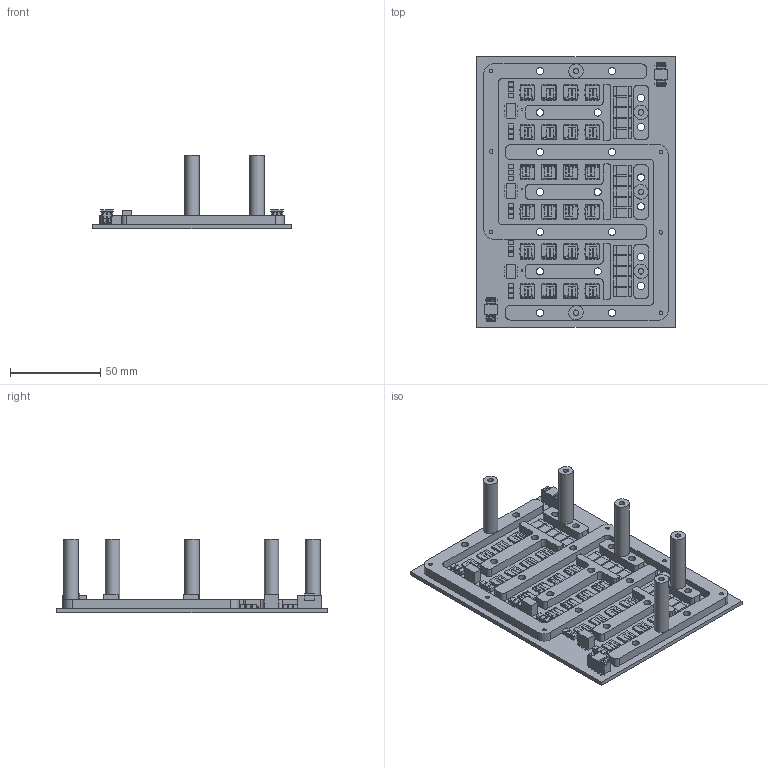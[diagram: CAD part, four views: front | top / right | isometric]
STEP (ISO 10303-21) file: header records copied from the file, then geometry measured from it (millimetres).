
FILE_DESCRIPTION(('Open CASCADE Model'),'2;1');
FILE_NAME('Open CASCADE Shape Model','2023-10-06T14:40:58',('Author'),( 'Open CASCADE'),'Open CASCADE STEP processor 7.5','Open CASCADE 7.5' ,'Unknown');
FILE_SCHEMA(('AUTOMOTIVE_DESIGN { 1 0 10303 214 1 1 1 1 }'));
Length unit declared in the file: millimetre
Products named in the file (118): PCB; Board; Open CASCADE STEP translator 7.5 1.1.1; J32; CoperBus2_RGB39423; J3; CoperBus1_RGB39423; Bus1_part-1; Bus1-1; J6; CoperBus3_RGB39423; Bus3-1; B2; NTCS0402E3103GL1T; term1; term2; body; Q17; NTMTSC002N10MCTXG; Package; Pins; Pins_2; Pins_3; Pins_4; Pins_6; Pins_5; Mark; Q18; Q19; Q20; Q13; Q14; Q15; Q16; J4; 61030621821; Body; B1; B3; C50 ...
Assembly tree (181 placements, depth 5):
  PCB
    Board
      Open CASCADE STEP translator 7.5 1.1.1
    J32
      CoperBus2_RGB39423
    J3
      CoperBus1_RGB39423
        Bus1_part-1
        Bus1-1
    J6
      CoperBus3_RGB39423
        Bus3-1
        Bus1_part-1
    B2
      NTCS0402E3103GL1T
        term1
        term2
        body
    Q17
      NTMTSC002N10MCTXG
        Package
        Pins
          Pins_2
          Pins_3
          Pins_4
          Pins
          Pins_6
          Pins_5
        Mark
    Q18
      NTMTSC002N10MCTXG
        Package
        Pins
          Pins_2
          Pins_3
          Pins_4
          Pins
          Pins_6
          Pins_5
        Mark
    Q19
      NTMTSC002N10MCTXG
        Package
        Pins
          Pins_2
          Pins_3
          Pins_4
          Pins
          Pins_6
          Pins_5
        Mark
    Q20
      NTMTSC002N10MCTXG
        Package
        Pins
          Pins_2
          Pins_3
          Pins_4
          Pins
          Pins_6
Bounding box: 110 x 150 x 40.77 mm (x, y, z)
Volume: 79560 mm3; surface area: 77342.1 mm2
Topology: 359 solids, 359 shells, 13984 faces, 38218 edges, 24680 vertices
Faces by surface type: plane 8746, cylinder 4862, bspline 232, sphere 144
Full cylindrical faces by diameter (mm): 2 x6, 3 x5, 4 x50, 8 x5
Entity records: 57809 total; most frequent: CARTESIAN_POINT 9505, DIRECTION 9213, ORIENTED_EDGE 8758, EDGE_CURVE 4379, AXIS2_PLACEMENT_3D 3094, LINE 3025, VECTOR 3025, VERTEX_POINT 2842
